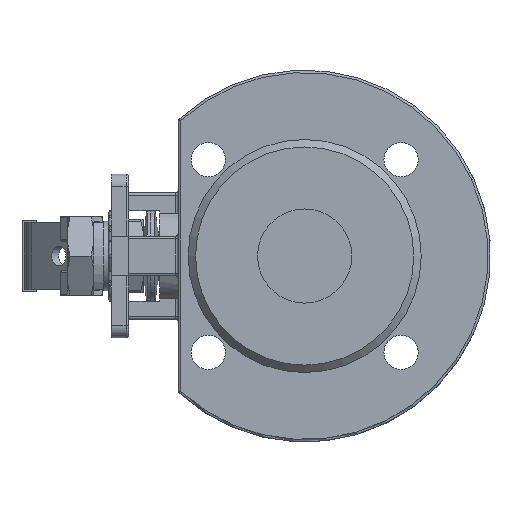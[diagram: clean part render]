
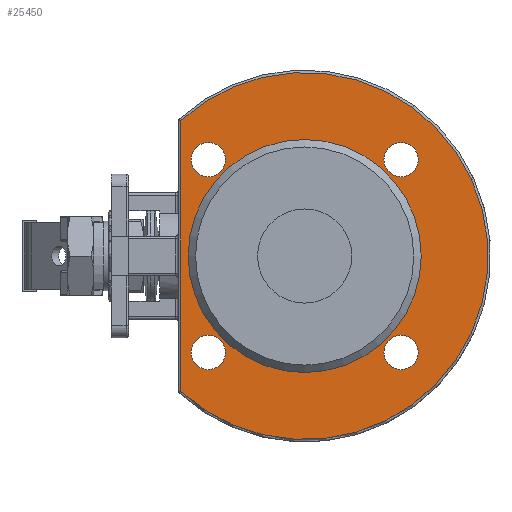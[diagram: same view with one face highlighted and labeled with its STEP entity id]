
A CAD part, left-side view. The second image highlights one B-rep face of the part: STEP entity #25450.
In plain terms, the highlighted planar face has unit normal (-1, 0, 0).
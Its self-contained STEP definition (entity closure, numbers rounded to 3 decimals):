
#491=FACE_BOUND('',#5067,.T.);
#492=FACE_BOUND('',#5068,.T.);
#493=FACE_BOUND('',#5069,.T.);
#494=FACE_BOUND('',#5070,.T.);
#495=FACE_BOUND('',#5071,.T.);
#1957=CIRCLE('',#26933,74.);
#1963=CIRCLE('',#26945,47.);
#1964=CIRCLE('',#26946,6.918);
#1965=CIRCLE('',#26947,6.918);
#1966=CIRCLE('',#26948,6.918);
#1967=CIRCLE('',#26949,6.918);
#3638=FACE_OUTER_BOUND('',#5066,.T.);
#5066=EDGE_LOOP('',(#21372,#21373));
#5067=EDGE_LOOP('',(#21374));
#5068=EDGE_LOOP('',(#21375));
#5069=EDGE_LOOP('',(#21376));
#5070=EDGE_LOOP('',(#21377));
#5071=EDGE_LOOP('',(#21378));
#7081=LINE('',#101472,#8970);
#8970=VECTOR('',#31538,109.105);
#11297=VERTEX_POINT('',#101465);
#11299=VERTEX_POINT('',#101471);
#11302=VERTEX_POINT('',#101505);
#11303=VERTEX_POINT('',#101507);
#11304=VERTEX_POINT('',#101509);
#11305=VERTEX_POINT('',#101511);
#11306=VERTEX_POINT('',#101513);
#14716=EDGE_CURVE('',#11299,#11297,#7081,.T.);
#14719=EDGE_CURVE('',#11297,#11299,#1957,.T.);
#14727=EDGE_CURVE('',#11302,#11302,#1963,.T.);
#14728=EDGE_CURVE('',#11303,#11303,#1964,.T.);
#14729=EDGE_CURVE('',#11304,#11304,#1965,.T.);
#14730=EDGE_CURVE('',#11305,#11305,#1966,.T.);
#14731=EDGE_CURVE('',#11306,#11306,#1967,.T.);
#21372=ORIENTED_EDGE('',*,*,#14716,.F.);
#21373=ORIENTED_EDGE('',*,*,#14719,.F.);
#21374=ORIENTED_EDGE('',*,*,#14727,.T.);
#21375=ORIENTED_EDGE('',*,*,#14728,.T.);
#21376=ORIENTED_EDGE('',*,*,#14729,.T.);
#21377=ORIENTED_EDGE('',*,*,#14730,.T.);
#21378=ORIENTED_EDGE('',*,*,#14731,.T.);
#23006=PLANE('',#26944);
#25450=ADVANCED_FACE('',(#3638,#491,#492,#493,#494,#495),#23006,.T.);
#26933=AXIS2_PLACEMENT_3D('',#101489,#31543,#31544);
#26944=AXIS2_PLACEMENT_3D('',#101504,#31567,#31568);
#26945=AXIS2_PLACEMENT_3D('',#101506,#31569,#31570);
#26946=AXIS2_PLACEMENT_3D('',#101508,#31571,#31572);
#26947=AXIS2_PLACEMENT_3D('',#101510,#31573,#31574);
#26948=AXIS2_PLACEMENT_3D('',#101512,#31575,#31576);
#26949=AXIS2_PLACEMENT_3D('',#101514,#31577,#31578);
#31538=DIRECTION('',(0.,0.,1.));
#31543=DIRECTION('center_axis',(1.,0.,0.));
#31544=DIRECTION('ref_axis',(0.,-1.,0.));
#31567=DIRECTION('center_axis',(-1.,0.,0.));
#31568=DIRECTION('ref_axis',(0.,0.,1.));
#31569=DIRECTION('center_axis',(1.,0.,0.));
#31570=DIRECTION('ref_axis',(0.,1.,0.));
#31571=DIRECTION('center_axis',(1.,0.,0.));
#31572=DIRECTION('ref_axis',(0.,0.,1.));
#31573=DIRECTION('center_axis',(1.,0.,0.));
#31574=DIRECTION('ref_axis',(0.,-1.,0.));
#31575=DIRECTION('center_axis',(1.,0.,0.));
#31576=DIRECTION('ref_axis',(0.,0.,-1.));
#31577=DIRECTION('center_axis',(1.,0.,0.));
#31578=DIRECTION('ref_axis',(0.,1.,0.));
#101465=CARTESIAN_POINT('',(-29.5,50.,54.553));
#101471=CARTESIAN_POINT('',(-29.5,50.,-54.553));
#101472=CARTESIAN_POINT('',(-29.5,50.,-34.372));
#101489=CARTESIAN_POINT('Origin',(-29.5,0.,0.));
#101504=CARTESIAN_POINT('Origin',(-29.5,61.,0.));
#101505=CARTESIAN_POINT('',(-29.5,47.,0.));
#101506=CARTESIAN_POINT('Origin',(-29.5,0.,0.));
#101507=CARTESIAN_POINT('',(-29.5,38.891,45.808));
#101508=CARTESIAN_POINT('Origin',(-29.5,38.891,38.891));
#101509=CARTESIAN_POINT('',(-29.5,-45.808,38.891));
#101510=CARTESIAN_POINT('Origin',(-29.5,-38.891,38.891));
#101511=CARTESIAN_POINT('',(-29.5,-38.891,-45.808));
#101512=CARTESIAN_POINT('Origin',(-29.5,-38.891,-38.891));
#101513=CARTESIAN_POINT('',(-29.5,45.808,-38.891));
#101514=CARTESIAN_POINT('Origin',(-29.5,38.891,-38.891));
